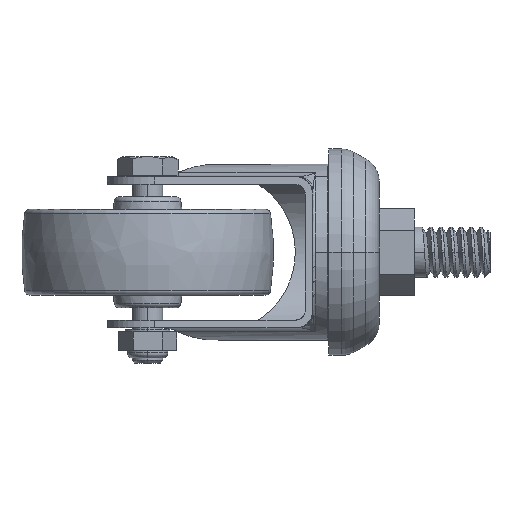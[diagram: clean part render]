
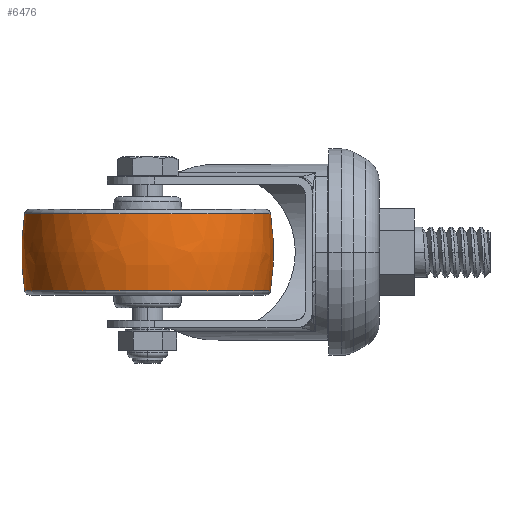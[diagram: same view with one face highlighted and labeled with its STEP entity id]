
A CAD part, left-side view. The second image highlights one B-rep face of the part: STEP entity #6476.
In plain terms, the highlighted free-form (B-spline) face has degree [3, 3] with [7, 4] control points.
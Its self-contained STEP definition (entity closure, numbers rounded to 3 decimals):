
#5856=CARTESIAN_POINT('',(-25.,62.8,0.));
#5857=DIRECTION('',(-1.,0.,0.));
#5858=DIRECTION('',(0.,-0.988,-0.153));
#5859=AXIS2_PLACEMENT_3D('',#5856,#5857,#5858);
#5866=CARTESIAN_POINT('',(-25.,12.8,0.));
#5867=DIRECTION('',(1.,0.,0.));
#5868=DIRECTION('',(0.,0.988,-0.153));
#5869=AXIS2_PLACEMENT_3D('',#5866,#5867,#5868);
#5881=CARTESIAN_POINT('',(-25.,37.8,-7.653));
#5882=DIRECTION('',(0.,0.,1.));
#5883=DIRECTION('',(0.,1.,0.));
#5884=AXIS2_PLACEMENT_3D('',#5881,#5882,#5883);
#5886=CARTESIAN_POINT('',(-25.,37.8,7.653));
#5887=DIRECTION('',(0.,0.,1.));
#5888=DIRECTION('',(0.,1.,0.));
#5889=AXIS2_PLACEMENT_3D('',#5886,#5887,#5888);
#6263=CARTESIAN_POINT('',(-25.,13.389,-7.653));
#6264=CARTESIAN_POINT('',(-25.,62.211,-7.653));
#6265=VERTEX_POINT('',#6263);
#6266=VERTEX_POINT('',#6264);
#6283=CARTESIAN_POINT('',(-25.,13.389,7.653));
#6284=CARTESIAN_POINT('',(-25.,62.211,7.653));
#6285=VERTEX_POINT('',#6283);
#6286=VERTEX_POINT('',#6284);
#6441=CARTESIAN_POINT('',(-23.47,13.485,7.957));
#6442=CARTESIAN_POINT('',(-23.417,12.636,2.675));
#6443=CARTESIAN_POINT('',(-23.417,12.636,
-2.675));
#6444=CARTESIAN_POINT('',(-23.47,13.485,
-7.957));
#6445=CARTESIAN_POINT('',(-38.434,12.544,7.957));
#6446=CARTESIAN_POINT('',(-38.903,11.661,2.675));
#6447=CARTESIAN_POINT('',(-38.903,11.661,
-2.675));
#6448=CARTESIAN_POINT('',(-38.434,12.544,
-7.957));
#6449=CARTESIAN_POINT('',(-49.363,22.807,7.957));
#6450=CARTESIAN_POINT('',(-50.214,22.283,2.675));
#6451=CARTESIAN_POINT('',(-50.214,22.283,
-2.675));
#6452=CARTESIAN_POINT('',(-49.363,22.807,
-7.957));
#6453=CARTESIAN_POINT('',(-49.363,37.8,7.957));
#6454=CARTESIAN_POINT('',(-50.214,37.8,2.675));
#6455=CARTESIAN_POINT('',(-50.214,37.8,-2.675));
#6456=CARTESIAN_POINT('',(-49.363,37.8,-7.957));
#6457=CARTESIAN_POINT('',(-49.363,52.793,7.957));
#6458=CARTESIAN_POINT('',(-50.214,53.317,2.675));
#6459=CARTESIAN_POINT('',(-50.214,53.317,
-2.675));
#6460=CARTESIAN_POINT('',(-49.363,52.793,
-7.957));
#6461=CARTESIAN_POINT('',(-38.434,63.056,7.957));
#6462=CARTESIAN_POINT('',(-38.903,63.939,2.675));
#6463=CARTESIAN_POINT('',(-38.903,63.939,
-2.675));
#6464=CARTESIAN_POINT('',(-38.434,63.056,
-7.957));
#6465=CARTESIAN_POINT('',(-23.47,62.115,7.957));
#6466=CARTESIAN_POINT('',(-23.417,62.964,2.675));
#6467=CARTESIAN_POINT('',(-23.417,62.964,
-2.675));
#6468=CARTESIAN_POINT('',(-23.47,62.115,
-7.957));
#6469=(BOUNDED_SURFACE()B_SPLINE_SURFACE(3,3,((#6441,#6442,#6443,#6444),(#6445,
#6446,#6447,#6448),(#6449,#6450,#6451,#6452),(#6453,#6454,#6455,#6456),(#6457,
#6458,#6459,#6460),(#6461,#6462,#6463,#6464),(#6465,#6466,#6467,#6468)),
.UNSPECIFIED.,.F.,.F.,.F.)B_SPLINE_SURFACE_WITH_KNOTS((4,3,4),(4,4),(0.,1.,
2.),(0.,1.),.UNSPECIFIED.)GEOMETRIC_REPRESENTATION_ITEM()RATIONAL_B_SPLINE_SURFACE(((1.195,1.185,1.185,1.195),(
0.944,0.936,0.936,0.944),(
0.944,0.936,0.936,0.944),(
1.195,1.185,1.185,1.195),(
0.944,0.936,0.936,0.944),(
0.944,0.936,0.936,0.944),(
1.195,1.185,1.185,1.195)))REPRESENTATION_ITEM('')SURFACE());
#6470=ORIENTED_EDGE('',*,*,#6432,.F.);
#6471=ORIENTED_EDGE('',*,*,#6407,.T.);
#6472=ORIENTED_EDGE('',*,*,#6336,.T.);
#6473=ORIENTED_EDGE('',*,*,#6404,.F.);
#6474=EDGE_LOOP('',(#6470,#6471,#6472,#6473));
#6475=FACE_OUTER_BOUND('',#6474,.F.);
#6476=ADVANCED_FACE('',(#6475),#6469,.T.);
#5860=CIRCLE('',#5859,50.);
#5870=CIRCLE('',#5869,50.);
#5885=CIRCLE('',#5884,24.411);
#5890=CIRCLE('',#5889,24.411);
#6336=EDGE_CURVE('',#6286,#6285,#5890,.T.);
#6404=EDGE_CURVE('',#6265,#6285,#5860,.T.);
#6407=EDGE_CURVE('',#6266,#6286,#5870,.T.);
#6432=EDGE_CURVE('',#6266,#6265,#5885,.T.);
